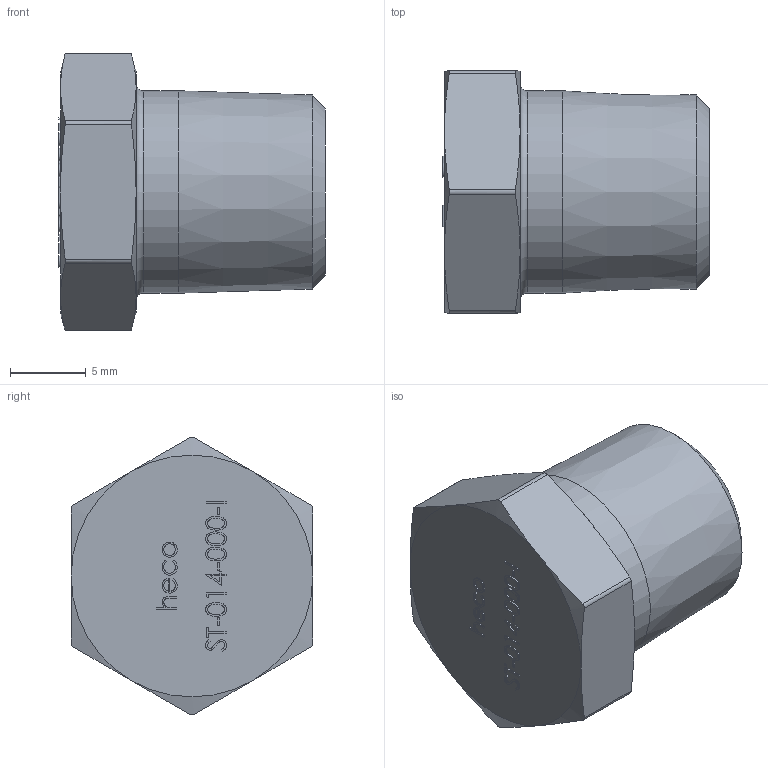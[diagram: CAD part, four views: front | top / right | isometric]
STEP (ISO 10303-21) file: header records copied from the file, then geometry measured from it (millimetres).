
FILE_DESCRIPTION (( 'STEP AP214' ), '1' );
FILE_NAME ('heco ST-014-000-I.STEP', '2016-06-16T10:04:18', ( '' ), ( '' ), 'SwSTEP 2.0', 'SolidWorks 2011', '' );
FILE_SCHEMA (( 'AUTOMOTIVE_DESIGN' ));
Length unit declared in the file: millimetre
Products named in the file (1): heco ST-014-000-I
Bounding box: 17.6 x 16 x 18.38 mm (x, y, z)
Volume: 2792.1 mm3; surface area: 1190.8 mm2
Topology: 1 solids, 1 shells, 198 faces, 502 edges, 330 vertices
Faces by surface type: plane 90, bspline 86, cone 14, cylinder 7, torus 1
Full cylindrical faces by diameter (mm): 13.391 x1
Entity records: 13202 total; most frequent: CARTESIAN_POINT 6955, ORIENTED_EDGE 994, DIRECTION 532, EDGE_CURVE 497, VERTEX_POINT 329, LINE 272, VECTOR 272, EDGE_LOOP 226
